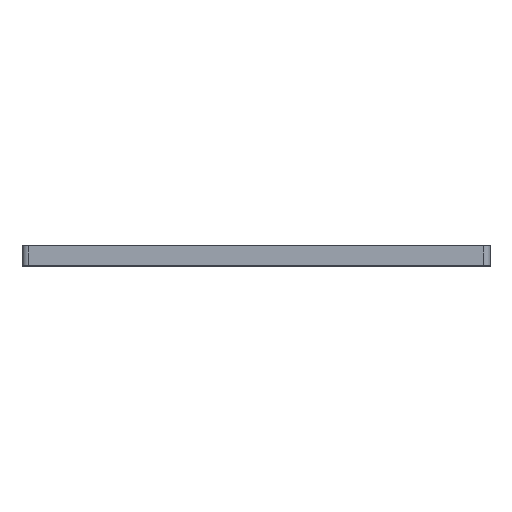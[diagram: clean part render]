
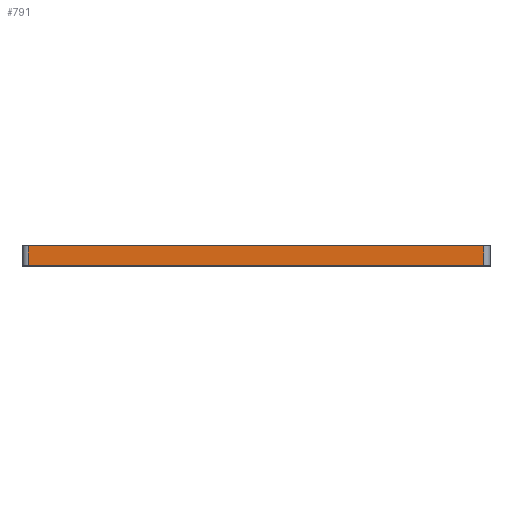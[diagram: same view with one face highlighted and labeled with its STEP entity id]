
A CAD part, top view. The second image highlights one B-rep face of the part: STEP entity #791.
In plain terms, the highlighted planar face has unit normal (0, 0, 1).
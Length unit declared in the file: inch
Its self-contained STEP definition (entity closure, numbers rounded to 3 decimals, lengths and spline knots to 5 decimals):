
#26=PLANE('',#886);
#67=LINE('',#1301,#115);
#72=LINE('',#1325,#120);
#73=LINE('',#1329,#121);
#74=LINE('',#1330,#122);
#115=VECTOR('',#1075,0.3937);
#120=VECTOR('',#1100,0.3937);
#121=VECTOR('',#1105,0.3937);
#122=VECTOR('',#1106,0.3937);
#207=FACE_OUTER_BOUND('',#275,.T.);
#275=EDGE_LOOP('',(#675,#676,#677,#678));
#416=VERTEX_POINT('',#1298);
#417=VERTEX_POINT('',#1300);
#426=VERTEX_POINT('',#1324);
#427=VERTEX_POINT('',#1328);
#510=EDGE_CURVE('',#416,#417,#67,.T.);
#522=EDGE_CURVE('',#417,#426,#72,.T.);
#524=EDGE_CURVE('',#427,#416,#73,.T.);
#525=EDGE_CURVE('',#426,#427,#74,.T.);
#675=ORIENTED_EDGE('',*,*,#522,.F.);
#676=ORIENTED_EDGE('',*,*,#510,.F.);
#677=ORIENTED_EDGE('',*,*,#524,.F.);
#678=ORIENTED_EDGE('',*,*,#525,.F.);
#791=ADVANCED_FACE('',(#207),#26,.T.);
#886=AXIS2_PLACEMENT_3D('',#1327,#1103,#1104);
#1075=DIRECTION('',(1.,0.,0.));
#1100=DIRECTION('',(0.,-1.,0.));
#1103=DIRECTION('center_axis',(0.,0.,1.));
#1104=DIRECTION('ref_axis',(1.,0.,0.));
#1105=DIRECTION('',(0.,1.,0.));
#1106=DIRECTION('',(-1.,0.,0.));
#1298=CARTESIAN_POINT('',(-4.375,0.375,4.5));
#1300=CARTESIAN_POINT('',(4.375,0.375,4.5));
#1301=CARTESIAN_POINT('',(4.5,0.375,4.5));
#1324=CARTESIAN_POINT('',(4.375,0.,4.5));
#1325=CARTESIAN_POINT('',(4.375,0.,4.5));
#1327=CARTESIAN_POINT('Origin',(-4.5,0.,4.5));
#1328=CARTESIAN_POINT('',(-4.375,0.,4.5));
#1329=CARTESIAN_POINT('',(-4.375,0.,4.5));
#1330=CARTESIAN_POINT('',(4.5,0.,4.5));
